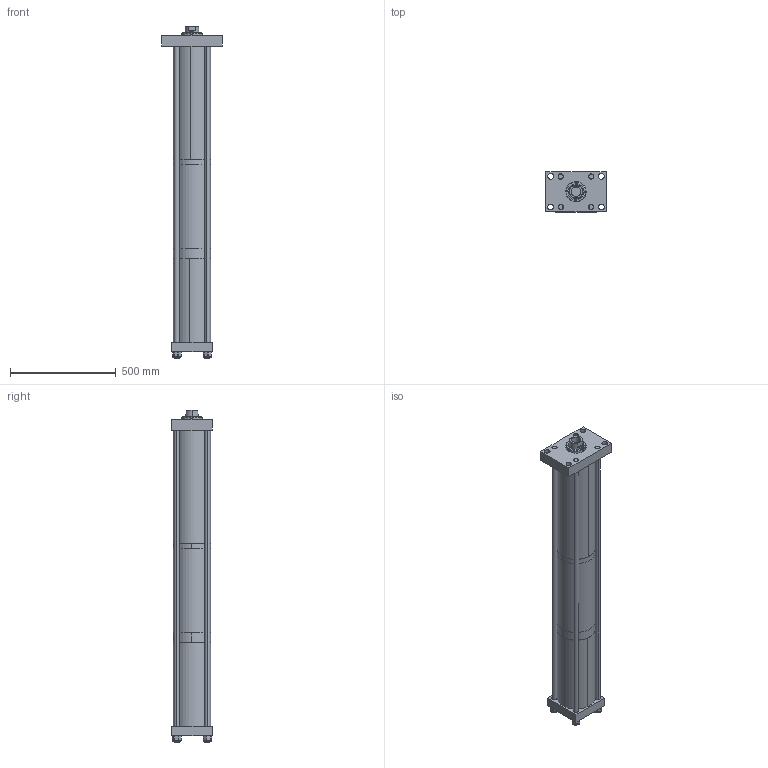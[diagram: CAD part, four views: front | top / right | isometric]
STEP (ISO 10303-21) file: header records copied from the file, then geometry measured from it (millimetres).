
FILE_DESCRIPTION (( 'STEP AP203' ), '1' );
FILE_NAME ('HPI-30-8.00-.50-FH-2020.STEP', '2020-04-22T12:59:52', ( '' ), ( '' ), 'SwSTEP 2.0', 'SolidWorks 2018', '' );
FILE_SCHEMA (( 'CONFIG_CONTROL_DESIGN' ));
Length unit declared in the file: inch
Products named in the file (13): E3013.STEP; E3011_8.0.STEP; E3001_Work Rod HPI-30-4-.50-FH.STEP; HPI-30-8.00-.50-FH.STEP; Nut30.STEP; E3010.STEP; HPI-30-8.00-.50-FH-2020; E3018_8.0-.50.STEP; E3003.STEP; EI3005_8.0-.50.STEP; E3004.STEP; E3064.STEP; EI3014_.50.STEP
Assembly tree (18 placements, depth 3):
  HPI-30-8.00-.50-FH-2020
    HPI-30-8.00-.50-FH.STEP
      E3004.STEP
      E3003.STEP
      E3001_Work Rod HPI-30-4-.50-FH.STEP
      E3010.STEP
      E3013.STEP
      E3064.STEP
      Nut30.STEP  x4
      EI3014_.50.STEP
      EI3005_8.0-.50.STEP
      E3011_8.0.STEP
      E3018_8.0-.50.STEP  x4
Bounding box: 285.75 x 190.5 x 1571.62 mm (x, y, z)
Volume: 19106947.1 mm3; surface area: 2596588.2 mm2
Topology: 17 solids, 17 shells, 380 faces, 889 edges, 572 vertices
Faces by surface type: cylinder 195, plane 149, cone 36
Entity records: 11150 total; most frequent: CARTESIAN_POINT 2714, DIRECTION 1582, ORIENTED_EDGE 1312, EDGE_CURVE 656, AXIS2_PLACEMENT_3D 651, VERTEX_POINT 428, EDGE_LOOP 366, CIRCLE 345
